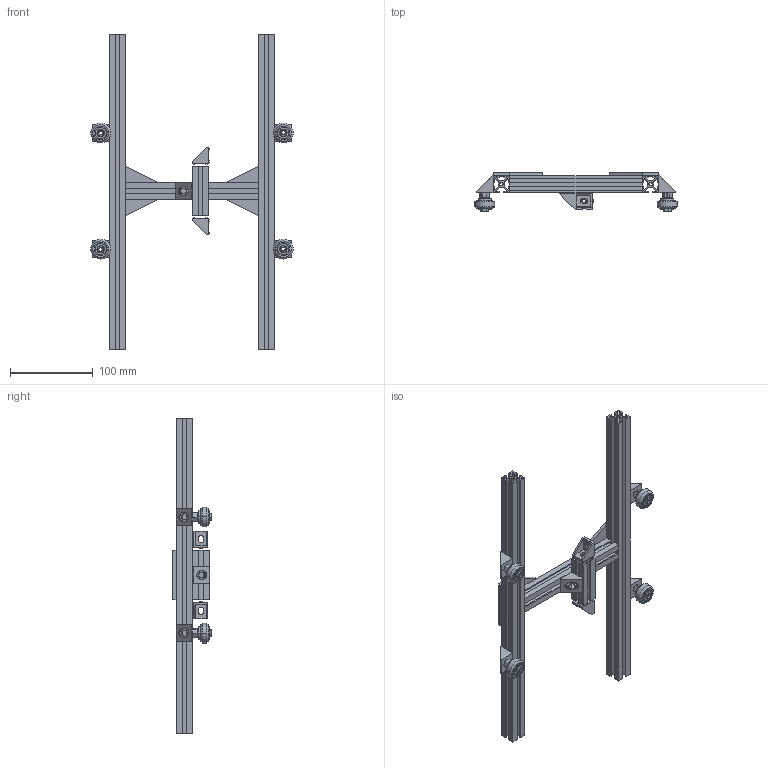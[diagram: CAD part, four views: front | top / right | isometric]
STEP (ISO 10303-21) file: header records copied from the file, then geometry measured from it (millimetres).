
FILE_DESCRIPTION(('FreeCAD Model'),'2;1');
FILE_NAME('SledY-QuickSwap.step' ,'2020-08-13T02:47:56',('Author'),(''), 'Open CASCADE STEP processor 7.3','FreeCAD','Unknown');
FILE_SCHEMA(('AUTOMOTIVE_DESIGN { 1 0 10303 214 1 1 1 1 }'));
Length unit declared in the file: millimetre
Products named in the file (8): 20series-1x1-postY_001; 20series-1x1-postY_002; Joining_Plate_T1_006; BeltAnchor-SledY_001; Joining_Plate_T1_001; 20series-1x1-crossbar_001; Vwheel-Corner-Double_001; Vwheel-Corner-Double_002
Bounding box: 243.9 x 46.47 x 380 mm (x, y, z)
Volume: 217436.2 mm3; surface area: 239519.1 mm2
Topology: 41 solids, 41 shells, 827 faces, 1962 edges, 1274 vertices
Faces by surface type: plane 445, cylinder 290, cone 92
Full cylindrical faces by diameter (mm): 4.19 x4
Entity records: 61604 total; most frequent: CARTESIAN_POINT 16463, DIRECTION 7239, LINE 4121, VECTOR 4121, ORIENTED_EDGE 3924, PCURVE 3924, DEFINITIONAL_REPRESENTATION 3924, EDGE_CURVE 1962
